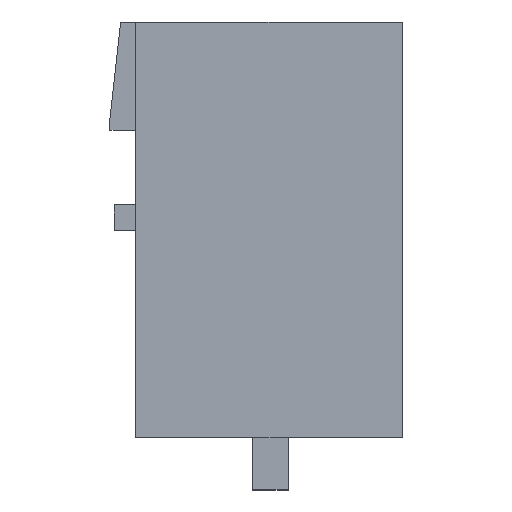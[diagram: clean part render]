
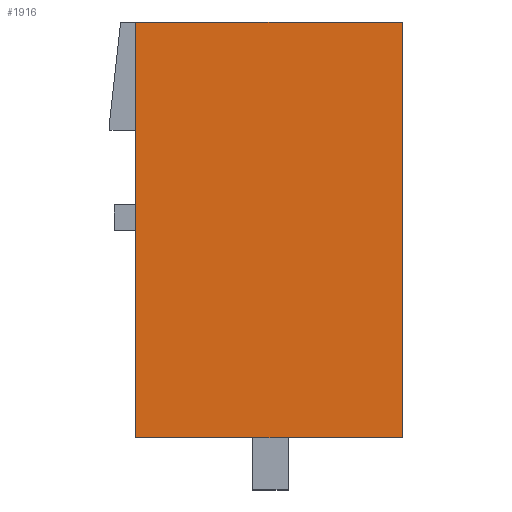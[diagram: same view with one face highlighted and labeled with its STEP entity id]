
A CAD part, left-side view. The second image highlights one B-rep face of the part: STEP entity #1916.
In plain terms, the highlighted planar face has unit normal (-1, 0, 0).
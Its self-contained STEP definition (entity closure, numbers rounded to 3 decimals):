
#1896=AXIS2_PLACEMENT_3D('Plane Axis2P3D',#1893,#1894,#1895) ;
#913=CARTESIAN_POINT('Vertex',(0.,0.,1.5)) ;
#916=CARTESIAN_POINT('Line Origine',(0.,3.84,1.5)) ;
#920=CARTESIAN_POINT('Vertex',(0.,7.68,1.5)) ;
#1357=CARTESIAN_POINT('Vertex',(0.,0.,13.5)) ;
#1360=CARTESIAN_POINT('Line Origine',(0.,0.,7.5)) ;
#1893=CARTESIAN_POINT('Axis2P3D Location',(0.,-1.5,1.5)) ;
#1898=CARTESIAN_POINT('Line Origine',(0.,7.68,7.5)) ;
#1902=CARTESIAN_POINT('Vertex',(0.,7.68,13.5)) ;
#1905=CARTESIAN_POINT('Line Origine',(0.,3.84,13.5)) ;
#917=DIRECTION('Vector Direction',(0.,-1.,0.)) ;
#1361=DIRECTION('Vector Direction',(0.,0.,-1.)) ;
#1894=DIRECTION('Axis2P3D Direction',(-1.,0.,0.)) ;
#1895=DIRECTION('Axis2P3D XDirection',(0.,0.,1.)) ;
#1899=DIRECTION('Vector Direction',(0.,0.,-1.)) ;
#1906=DIRECTION('Vector Direction',(0.,-1.,0.)) ;
#918=VECTOR('Line Direction',#917,1.) ;
#1362=VECTOR('Line Direction',#1361,1.) ;
#1900=VECTOR('Line Direction',#1899,1.) ;
#1907=VECTOR('Line Direction',#1906,1.) ;
#1911=ORIENTED_EDGE('',*,*,#1904,.T.) ;
#1912=ORIENTED_EDGE('',*,*,#922,.T.) ;
#1913=ORIENTED_EDGE('',*,*,#1364,.T.) ;
#1914=ORIENTED_EDGE('',*,*,#1909,.T.) ;
#1916=ADVANCED_FACE('HOUSING',(#1915),#1897,.T.) ;
#922=EDGE_CURVE('',#921,#914,#919,.T.) ;
#1364=EDGE_CURVE('',#914,#1358,#1363,.F.) ;
#1904=EDGE_CURVE('',#1903,#921,#1901,.T.) ;
#1909=EDGE_CURVE('',#1358,#1903,#1908,.F.) ;
#1910=EDGE_LOOP('',(#1911,#1912,#1913,#1914)) ;
#1915=FACE_OUTER_BOUND('',#1910,.T.) ;
#919=LINE('Line',#916,#918) ;
#1363=LINE('Line',#1360,#1362) ;
#1901=LINE('Line',#1898,#1900) ;
#1908=LINE('Line',#1905,#1907) ;
#1897=PLANE('',#1896) ;
#914=VERTEX_POINT('',#913) ;
#921=VERTEX_POINT('',#920) ;
#1358=VERTEX_POINT('',#1357) ;
#1903=VERTEX_POINT('',#1902) ;
